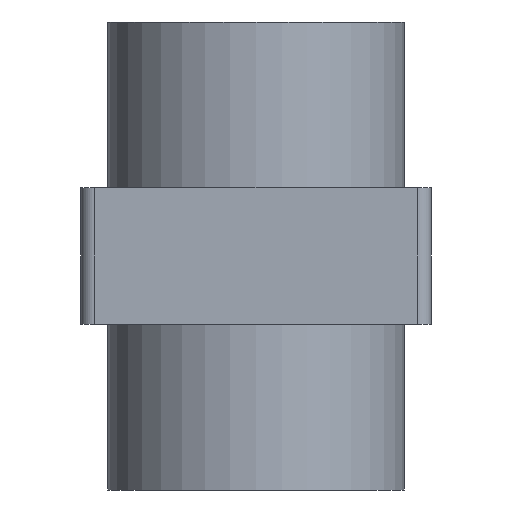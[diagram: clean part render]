
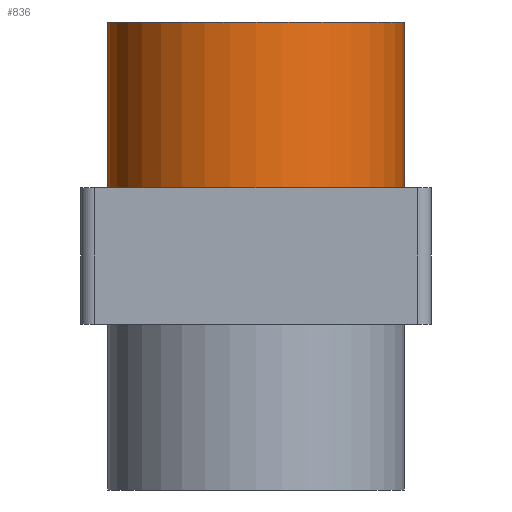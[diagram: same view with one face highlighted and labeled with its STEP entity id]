
A CAD part, front view. The second image highlights one B-rep face of the part: STEP entity #836.
In plain terms, the highlighted cylindrical face has radius 31.3 mm (diameter 62.6 mm), a full revolution.
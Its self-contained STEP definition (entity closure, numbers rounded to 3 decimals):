
#26=FACE_BOUND('',#147,.T.);
#85=FACE_OUTER_BOUND('',#146,.T.);
#146=EDGE_LOOP('',(#641));
#147=EDGE_LOOP('',(#642));
#347=CIRCLE('',#916,31.3);
#348=CIRCLE('',#917,31.3);
#409=VERTEX_POINT('',#1353);
#410=VERTEX_POINT('',#1355);
#502=EDGE_CURVE('',#409,#409,#347,.T.);
#503=EDGE_CURVE('',#410,#410,#348,.T.);
#641=ORIENTED_EDGE('',*,*,#502,.F.);
#642=ORIENTED_EDGE('',*,*,#503,.F.);
#803=CYLINDRICAL_SURFACE('',#915,31.3);
#836=ADVANCED_FACE('',(#85,#26),#803,.T.);
#915=AXIS2_PLACEMENT_3D('',#1352,#1086,#1087);
#916=AXIS2_PLACEMENT_3D('',#1354,#1088,#1089);
#917=AXIS2_PLACEMENT_3D('',#1356,#1090,#1091);
#1086=DIRECTION('center_axis',(0.,0.,1.));
#1087=DIRECTION('ref_axis',(-1.,0.,0.));
#1088=DIRECTION('center_axis',(0.,0.,1.));
#1089=DIRECTION('ref_axis',(-1.,0.,0.));
#1090=DIRECTION('center_axis',(0.,0.,-1.));
#1091=DIRECTION('ref_axis',(-1.,0.,0.));
#1352=CARTESIAN_POINT('Origin',(0.,0.,0.));
#1353=CARTESIAN_POINT('',(31.3,0.,49.4));
#1354=CARTESIAN_POINT('Origin',(0.,0.,49.4));
#1355=CARTESIAN_POINT('',(31.3,0.,14.4));
#1356=CARTESIAN_POINT('Origin',(0.,0.,14.4));
